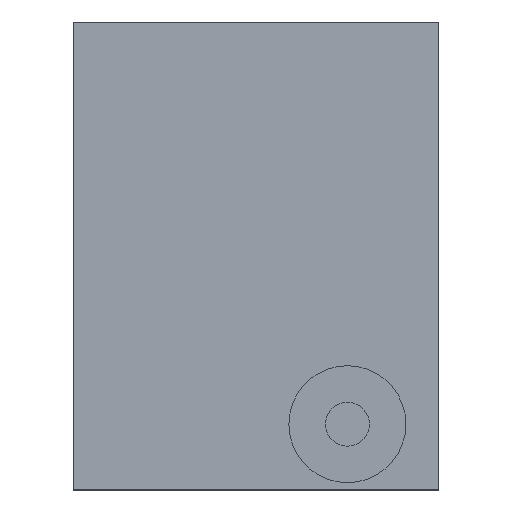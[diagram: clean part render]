
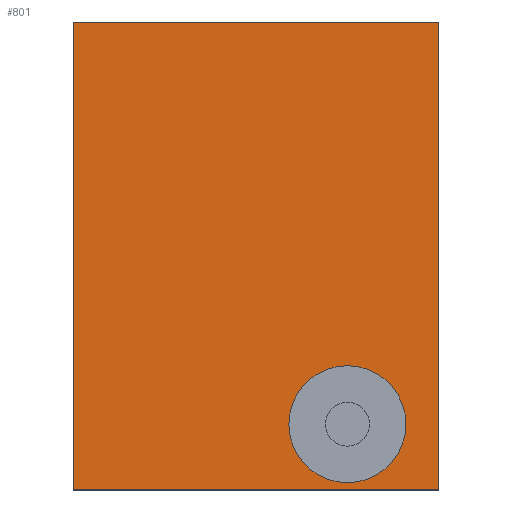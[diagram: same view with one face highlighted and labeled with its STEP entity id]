
A CAD part, left-side view. The second image highlights one B-rep face of the part: STEP entity #801.
In plain terms, the highlighted planar face has unit normal (-1, 0, 0).
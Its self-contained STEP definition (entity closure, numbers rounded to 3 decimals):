
#9 = VERTEX_POINT ( 'NONE', #376 ) ;
#18 = DIRECTION ( 'NONE',  ( 0., 0., 1. ) ) ;
#59 = ORIENTED_EDGE ( 'NONE', *, *, #259, .F. ) ;
#66 = DIRECTION ( 'NONE',  ( -1., 0., 0. ) ) ;
#83 = AXIS2_PLACEMENT_3D ( 'NONE', #182, #473, #771 ) ;
#87 = CARTESIAN_POINT ( 'NONE',  ( -12.15, 0., -18. ) ) ;
#130 = DIRECTION ( 'NONE',  ( 0., 0., 1. ) ) ;
#138 = EDGE_CURVE ( 'NONE', #642, #878, #837, .T. ) ;
#141 = ORIENTED_EDGE ( 'NONE', *, *, #562, .T. ) ;
#158 = CARTESIAN_POINT ( 'NONE',  ( -12.15, 6.25, -13.5 ) ) ;
#180 = CARTESIAN_POINT ( 'NONE',  ( -12.15, 25., 14. ) ) ;
#182 = CARTESIAN_POINT ( 'NONE',  ( -12.15, 25., -18. ) ) ;
#188 = CARTESIAN_POINT ( 'NONE',  ( -12.15, 25., -18. ) ) ;
#194 = CIRCLE ( 'NONE', #737, 4. ) ;
#223 = VERTEX_POINT ( 'NONE', #243 ) ;
#243 = CARTESIAN_POINT ( 'NONE',  ( -12.15, 0., -18. ) ) ;
#259 = EDGE_CURVE ( 'NONE', #9, #642, #489, .T. ) ;
#262 = LINE ( 'NONE', #188, #321 ) ;
#274 = FACE_BOUND ( 'NONE', #874, .T. ) ;
#287 = DIRECTION ( 'NONE',  ( 0., 0., 1. ) ) ;
#305 = EDGE_CURVE ( 'NONE', #355, #917, #194, .T. ) ;
#321 = VECTOR ( 'NONE', #777, 1000. ) ;
#346 = CARTESIAN_POINT ( 'NONE',  ( -12.15, 25., -18. ) ) ;
#354 = VECTOR ( 'NONE', #18, 1000. ) ;
#355 = VERTEX_POINT ( 'NONE', #856 ) ;
#356 = CARTESIAN_POINT ( 'NONE',  ( -12.15, 6.25, -17.5 ) ) ;
#364 = EDGE_CURVE ( 'NONE', #9, #223, #262, .T. ) ;
#376 = CARTESIAN_POINT ( 'NONE',  ( -12.15, 25., -18. ) ) ;
#390 = CARTESIAN_POINT ( 'NONE',  ( -12.15, 25., 14. ) ) ;
#404 = EDGE_CURVE ( 'NONE', #917, #355, #521, .T. ) ;
#473 = DIRECTION ( 'NONE',  ( 1., 0., 0. ) ) ;
#489 = LINE ( 'NONE', #346, #568 ) ;
#521 = CIRCLE ( 'NONE', #590, 4. ) ;
#555 = ORIENTED_EDGE ( 'NONE', *, *, #138, .F. ) ;
#562 = EDGE_CURVE ( 'NONE', #223, #878, #621, .T. ) ;
#568 = VECTOR ( 'NONE', #851, 1000. ) ;
#572 = FACE_OUTER_BOUND ( 'NONE', #652, .T. ) ;
#590 = AXIS2_PLACEMENT_3D ( 'NONE', #158, #66, #287 ) ;
#591 = ORIENTED_EDGE ( 'NONE', *, *, #404, .F. ) ;
#621 = LINE ( 'NONE', #87, #354 ) ;
#642 = VERTEX_POINT ( 'NONE', #390 ) ;
#652 = EDGE_LOOP ( 'NONE', ( #141, #555, #59, #741 ) ) ;
#734 = CARTESIAN_POINT ( 'NONE',  ( -12.15, 0., 14. ) ) ;
#737 = AXIS2_PLACEMENT_3D ( 'NONE', #842, #785, #130 ) ;
#741 = ORIENTED_EDGE ( 'NONE', *, *, #364, .T. ) ;
#771 = DIRECTION ( 'NONE',  ( 0., 0., -1. ) ) ;
#777 = DIRECTION ( 'NONE',  ( 0., -1., 0. ) ) ;
#785 = DIRECTION ( 'NONE',  ( -1., 0., 0. ) ) ;
#801 = ADVANCED_FACE ( 'NONE', ( #274, #572 ), #918, .F. ) ;
#827 = VECTOR ( 'NONE', #910, 1000. ) ;
#837 = LINE ( 'NONE', #180, #827 ) ;
#842 = CARTESIAN_POINT ( 'NONE',  ( -12.15, 6.25, -13.5 ) ) ;
#851 = DIRECTION ( 'NONE',  ( 0., 0., 1. ) ) ;
#856 = CARTESIAN_POINT ( 'NONE',  ( -12.15, 6.25, -9.5 ) ) ;
#869 = ORIENTED_EDGE ( 'NONE', *, *, #305, .F. ) ;
#874 = EDGE_LOOP ( 'NONE', ( #869, #591 ) ) ;
#878 = VERTEX_POINT ( 'NONE', #734 ) ;
#910 = DIRECTION ( 'NONE',  ( 0., -1., 0. ) ) ;
#917 = VERTEX_POINT ( 'NONE', #356 ) ;
#918 = PLANE ( 'NONE',  #83 ) ;
